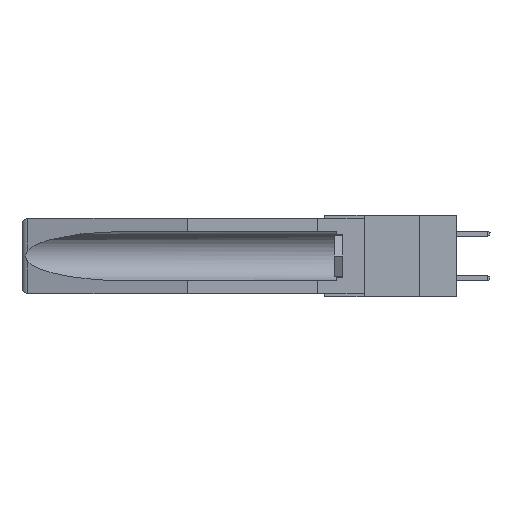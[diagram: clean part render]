
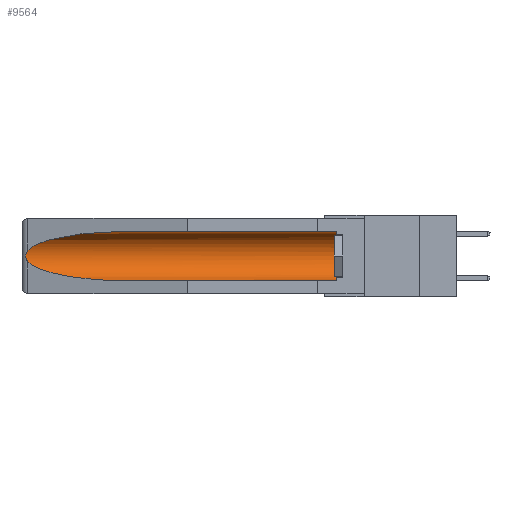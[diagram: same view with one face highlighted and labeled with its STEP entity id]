
A CAD part, left-side view. The second image highlights one B-rep face of the part: STEP entity #9564.
In plain terms, the highlighted cylindrical face has radius 2.857 mm (diameter 5.715 mm), a partial arc.
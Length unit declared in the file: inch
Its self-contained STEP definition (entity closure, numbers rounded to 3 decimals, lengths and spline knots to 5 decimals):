
#1192 = CARTESIAN_POINT ( 'NONE',  ( 0.26537, 1.52718, -0.19328 ) ) ;
#1268 = DIRECTION ( 'NONE',  ( 0., 1., 0. ) ) ;
#2085 = CIRCLE ( 'NONE', #34512, 0.1125 ) ;
#2325 = DIRECTION ( 'NONE',  ( 0., -1., 0. ) ) ;
#3299 = DIRECTION ( 'NONE',  ( 0., 1., 0. ) ) ;
#4778 = EDGE_CURVE ( 'NONE', #26866, #19197, #20463, .T. ) ;
#4986 = CARTESIAN_POINT ( 'NONE',  ( 0.155, 0.126, -0.1715 ) ) ;
#5189 = EDGE_CURVE ( 'NONE', #9546, #27242, #21945, .T. ) ;
#5969 = DIRECTION ( 'NONE',  ( 0., 0., 1. ) ) ;
#6413 = CARTESIAN_POINT ( 'NONE',  ( 0.26597, 1.52961, -0.15275 ) ) ;
#7188 = ORIENTED_EDGE ( 'NONE', *, *, #4778, .T. ) ;
#7684 = AXIS2_PLACEMENT_3D ( 'NONE', #30116, #3299, #5969 ) ;
#8745 = CARTESIAN_POINT ( 'NONE',  ( 0.26537, 1.52718, -0.19328 ) ) ;
#9546 = VERTEX_POINT ( 'NONE', #8745 ) ;
#9564 = ADVANCED_FACE ( 'NONE', ( #31082 ), #25628, .F. ) ;
#9664 = EDGE_CURVE ( 'NONE', #17304, #9546, #31211, .T. ) ;
#9872 = CARTESIAN_POINT ( 'NONE',  ( 0.155, 1.07973, -0.284 ) ) ;
#11765 = ORIENTED_EDGE ( 'NONE', *, *, #9664, .T. ) ;
#14193 = CARTESIAN_POINT ( 'NONE',  ( 0.2675, 1.53308, -0.16763 ) ) ;
#14300 = EDGE_LOOP ( 'NONE', ( #29300, #11765, #24687, #14649, #24759, #7188 ) ) ;
#14426 = CARTESIAN_POINT ( 'NONE',  ( 0.2673, 1.53269, -0.17917 ) ) ;
#14649 = ORIENTED_EDGE ( 'NONE', *, *, #33255, .F. ) ;
#15051 = VECTOR ( 'NONE', #1268, 39.37008 ) ;
#15882 = DIRECTION ( 'NONE',  ( 0., 0., 1. ) ) ;
#16249 = CARTESIAN_POINT ( 'NONE',  ( 0.26537, 1.52718, -0.14972 ) ) ;
#17304 = VERTEX_POINT ( 'NONE', #16249 ) ;
#18027 = CARTESIAN_POINT ( 'NONE',  ( 0.155, 0.126, -0.059 ) ) ;
#18722 =( BOUNDED_CURVE ( )  B_SPLINE_CURVE ( 3, ( #30890, #22583, #30433, #33457 ),
 .UNSPECIFIED., .F., .F. ) 
 B_SPLINE_CURVE_WITH_KNOTS ( ( 4, 4 ),
 ( 4.71239, 6.08839 ),
 .UNSPECIFIED. ) 
 CURVE ( )  GEOMETRIC_REPRESENTATION_ITEM ( )  RATIONAL_B_SPLINE_CURVE ( ( 1., 0.848, 0.848, 1. ) ) 
 REPRESENTATION_ITEM ( '' )  );
#19197 = VERTEX_POINT ( 'NONE', #28252 ) ;
#20463 = LINE ( 'NONE', #30309, #15051 ) ;
#21159 = EDGE_CURVE ( 'NONE', #33137, #26866, #2085, .T. ) ;
#21945 =( BOUNDED_CURVE ( )  B_SPLINE_CURVE ( 3, ( #29935, #32496, #32839, #27315 ),
 .UNSPECIFIED., .F., .F. ) 
 B_SPLINE_CURVE_WITH_KNOTS ( ( 4, 4 ),
 ( 0.1948, 1.5708 ),
 .UNSPECIFIED. ) 
 CURVE ( )  GEOMETRIC_REPRESENTATION_ITEM ( )  RATIONAL_B_SPLINE_CURVE ( ( 1., 0.848, 0.848, 1. ) ) 
 REPRESENTATION_ITEM ( '' )  );
#22583 = CARTESIAN_POINT ( 'NONE',  ( 0.21114, 1.30732, -0.059 ) ) ;
#22591 = VECTOR ( 'NONE', #25406, 39.37008 ) ;
#24687 = ORIENTED_EDGE ( 'NONE', *, *, #5189, .T. ) ;
#24759 = ORIENTED_EDGE ( 'NONE', *, *, #21159, .T. ) ;
#24942 = CARTESIAN_POINT ( 'NONE',  ( 0.26597, 1.5296, -0.19026 ) ) ;
#25290 = CARTESIAN_POINT ( 'NONE',  ( 0.2673, 1.5327, -0.16383 ) ) ;
#25406 = DIRECTION ( 'NONE',  ( 0., 1., 0. ) ) ;
#25628 = CYLINDRICAL_SURFACE ( 'NONE', #7684, 0.1125 ) ;
#25855 = CARTESIAN_POINT ( 'NONE',  ( 0.155, -0.30754, -0.284 ) ) ;
#26866 = VERTEX_POINT ( 'NONE', #18027 ) ;
#27242 = VERTEX_POINT ( 'NONE', #9872 ) ;
#27315 = CARTESIAN_POINT ( 'NONE',  ( 0.155, 1.07973, -0.284 ) ) ;
#27966 = CARTESIAN_POINT ( 'NONE',  ( 0.2675, 1.53308, -0.17534 ) ) ;
#28252 = CARTESIAN_POINT ( 'NONE',  ( 0.155, 1.07973, -0.059 ) ) ;
#28873 = LINE ( 'NONE', #25855, #22591 ) ;
#29300 = ORIENTED_EDGE ( 'NONE', *, *, #29993, .T. ) ;
#29764 = CARTESIAN_POINT ( 'NONE',  ( 0.155, 0.126, -0.284 ) ) ;
#29935 = CARTESIAN_POINT ( 'NONE',  ( 0.26537, 1.52718, -0.19328 ) ) ;
#29993 = EDGE_CURVE ( 'NONE', #19197, #17304, #18722, .T. ) ;
#30116 = CARTESIAN_POINT ( 'NONE',  ( 0.155, -0.30754, -0.1715 ) ) ;
#30309 = CARTESIAN_POINT ( 'NONE',  ( 0.155, -0.30754, -0.059 ) ) ;
#30433 = CARTESIAN_POINT ( 'NONE',  ( 0.25451, 1.48313, -0.09465 ) ) ;
#30456 = CARTESIAN_POINT ( 'NONE',  ( 0.26654, 1.53092, -0.15636 ) ) ;
#30682 = CARTESIAN_POINT ( 'NONE',  ( 0.26537, 1.52718, -0.14972 ) ) ;
#30890 = CARTESIAN_POINT ( 'NONE',  ( 0.155, 1.07973, -0.059 ) ) ;
#31082 = FACE_OUTER_BOUND ( 'NONE', #14300, .T. ) ;
#31211 = B_SPLINE_CURVE_WITH_KNOTS ( 'NONE', 3,
 ( #30682, #6413, #30456, #25290, #14193, #27966, #14426, #33136, #24942, #1192 ),
 .UNSPECIFIED., .F., .F.,
 ( 4, 2, 2, 2, 4 ),
 ( 0., 0.00029, 0.00058, 0.00087, 0.00117 ),
 .UNSPECIFIED. ) ;
#32496 = CARTESIAN_POINT ( 'NONE',  ( 0.25451, 1.48313, -0.24835 ) ) ;
#32839 = CARTESIAN_POINT ( 'NONE',  ( 0.21114, 1.30732, -0.284 ) ) ;
#33136 = CARTESIAN_POINT ( 'NONE',  ( 0.26655, 1.53094, -0.18657 ) ) ;
#33137 = VERTEX_POINT ( 'NONE', #29764 ) ;
#33255 = EDGE_CURVE ( 'NONE', #33137, #27242, #28873, .T. ) ;
#33457 = CARTESIAN_POINT ( 'NONE',  ( 0.26537, 1.52718, -0.14972 ) ) ;
#34512 = AXIS2_PLACEMENT_3D ( 'NONE', #4986, #2325, #15882 ) ;
